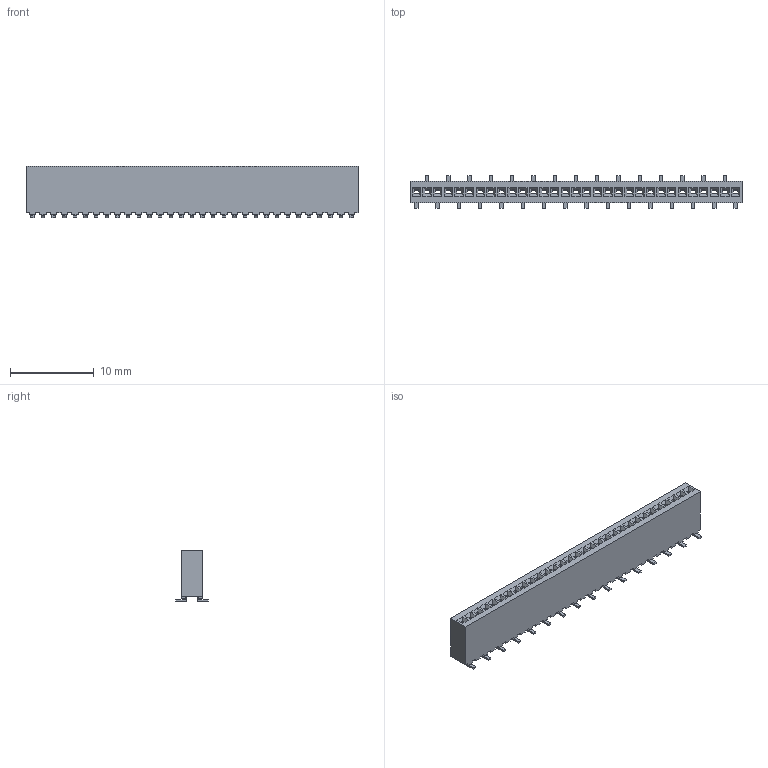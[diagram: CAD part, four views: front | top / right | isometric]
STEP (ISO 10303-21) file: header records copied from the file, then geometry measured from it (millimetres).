
FILE_DESCRIPTION(('FreeCAD Model'),'2;1');
FILE_NAME('Open CASCADE Shape Model','2025-01-14T14:36:08',(''),(''), 'Open CASCADE STEP processor 7.8','FreeCAD','Unknown');
FILE_SCHEMA(('AUTOMOTIVE_DESIGN { 1 0 10303 214 1 1 1 1 }'));
Length unit declared in the file: millimetre
Products named in the file (4): RSM-131-02-STL-S; RSM-131-02-S_socket; C-64-02-31-SSTL; C-64-02-31-SSTL2
Assembly tree (3 placements, depth 2):
  RSM-131-02-STL-S
    RSM-131-02-S_socket
    C-64-02-31-SSTL
    C-64-02-31-SSTL2
Bounding box: 39.62 x 3.94 x 6.1 mm (x, y, z)
Volume: 773.4 mm3; surface area: 1987 mm2
Topology: 3 solids, 3 shells, 1165 faces, 3446 edges, 2256 vertices
Faces by surface type: plane 1041, cylinder 124
Entity records: 38621 total; most frequent: ORIENTED_EDGE 6892, CARTESIAN_POINT 6871, DIRECTION 6032, EDGE_CURVE 3446, LINE 3198, VECTOR 3198, VERTEX_POINT 2256, AXIS2_PLACEMENT_3D 1417
